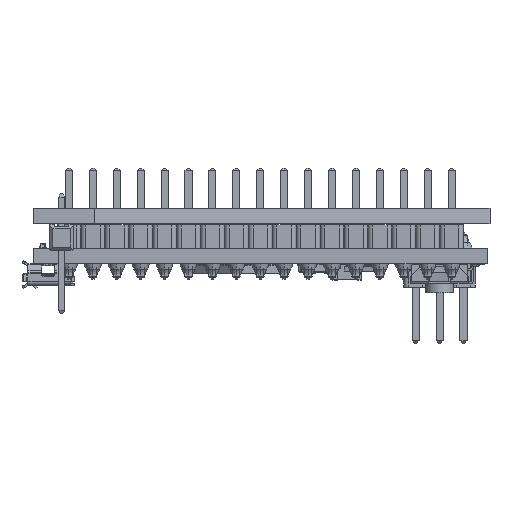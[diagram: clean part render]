
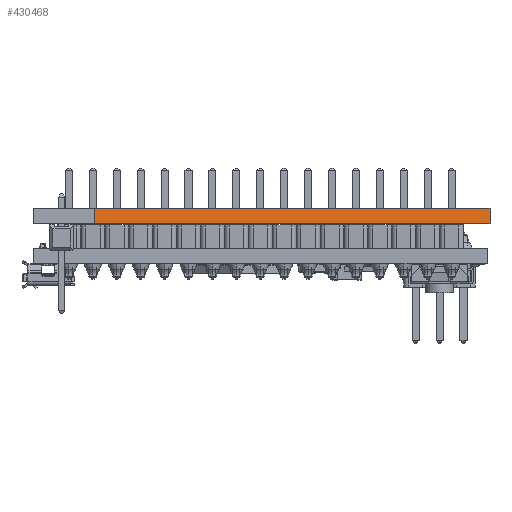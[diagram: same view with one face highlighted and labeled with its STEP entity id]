
A CAD part, left-side view. The second image highlights one B-rep face of the part: STEP entity #430468.
In plain terms, the highlighted planar face has unit normal (-0.841, -0.541, 0).
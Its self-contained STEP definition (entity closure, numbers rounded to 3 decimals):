
#427451 = PLANE('',#427452);
#427452 = AXIS2_PLACEMENT_3D('',#427453,#427454,#427455);
#427453 = CARTESIAN_POINT('',(146.5,-91.84,1.6));
#427454 = DIRECTION('',(0.,0.,1.));
#427455 = DIRECTION('',(1.,0.,-0.));
#427479 = PLANE('',#427480);
#427480 = AXIS2_PLACEMENT_3D('',#427481,#427482,#427483);
#427481 = CARTESIAN_POINT('',(108.,-73.5,0.));
#427482 = DIRECTION('',(1.,0.,-0.));
#427483 = DIRECTION('',(0.,-1.,0.));
#427505 = PLANE('',#427506);
#427506 = AXIS2_PLACEMENT_3D('',#427507,#427508,#427509);
#427507 = CARTESIAN_POINT('',(146.5,-91.84,0.));
#427508 = DIRECTION('',(0.,0.,1.));
#427509 = DIRECTION('',(1.,0.,-0.));
#427598 = VERTEX_POINT('',#427599);
#427599 = CARTESIAN_POINT('',(108.,-80.,1.6));
#427620 = EDGE_CURVE('',#427621,#427598,#427623,.T.);
#427621 = VERTEX_POINT('',#427622);
#427622 = CARTESIAN_POINT('',(108.,-80.,0.));
#427623 = SURFACE_CURVE('',#427624,(#427628,#427635),.PCURVE_S1.);
#427624 = LINE('',#427625,#427626);
#427625 = CARTESIAN_POINT('',(108.,-80.,0.));
#427626 = VECTOR('',#427627,1.);
#427627 = DIRECTION('',(0.,0.,1.));
#427628 = PCURVE('',#427479,#427629);
#427629 = DEFINITIONAL_REPRESENTATION('',(#427630),#427634);
#427630 = LINE('',#427631,#427632);
#427631 = CARTESIAN_POINT('',(6.5,0.));
#427632 = VECTOR('',#427633,1.);
#427633 = DIRECTION('',(0.,-1.));
#427634 = ( GEOMETRIC_REPRESENTATION_CONTEXT(2) 
PARAMETRIC_REPRESENTATION_CONTEXT() REPRESENTATION_CONTEXT('2D SPACE',''
  ) );
#427635 = PCURVE('',#427636,#427641);
#427636 = PLANE('',#427637);
#427637 = AXIS2_PLACEMENT_3D('',#427638,#427639,#427640);
#427638 = CARTESIAN_POINT('',(108.,-80.,0.));
#427639 = DIRECTION('',(0.841,0.541,-0.));
#427640 = DIRECTION('',(0.541,-0.841,0.));
#427641 = DEFINITIONAL_REPRESENTATION('',(#427642),#427646);
#427642 = LINE('',#427643,#427644);
#427643 = CARTESIAN_POINT('',(0.,0.));
#427644 = VECTOR('',#427645,1.);
#427645 = DIRECTION('',(0.,-1.));
#427646 = ( GEOMETRIC_REPRESENTATION_CONTEXT(2) 
PARAMETRIC_REPRESENTATION_CONTEXT() REPRESENTATION_CONTEXT('2D SPACE',''
  ) );
#427674 = EDGE_CURVE('',#427621,#427675,#427677,.T.);
#427675 = VERTEX_POINT('',#427676);
#427676 = CARTESIAN_POINT('',(135.,-122.,0.));
#427677 = SURFACE_CURVE('',#427678,(#427682,#427689),.PCURVE_S1.);
#427678 = LINE('',#427679,#427680);
#427679 = CARTESIAN_POINT('',(108.,-80.,0.));
#427680 = VECTOR('',#427681,1.);
#427681 = DIRECTION('',(0.541,-0.841,0.));
#427682 = PCURVE('',#427505,#427683);
#427683 = DEFINITIONAL_REPRESENTATION('',(#427684),#427688);
#427684 = LINE('',#427685,#427686);
#427685 = CARTESIAN_POINT('',(-38.5,11.84));
#427686 = VECTOR('',#427687,1.);
#427687 = DIRECTION('',(0.541,-0.841));
#427688 = ( GEOMETRIC_REPRESENTATION_CONTEXT(2) 
PARAMETRIC_REPRESENTATION_CONTEXT() REPRESENTATION_CONTEXT('2D SPACE',''
  ) );
#427689 = PCURVE('',#427636,#427690);
#427690 = DEFINITIONAL_REPRESENTATION('',(#427691),#427695);
#427691 = LINE('',#427692,#427693);
#427692 = CARTESIAN_POINT('',(0.,0.));
#427693 = VECTOR('',#427694,1.);
#427694 = DIRECTION('',(1.,0.));
#427695 = ( GEOMETRIC_REPRESENTATION_CONTEXT(2) 
PARAMETRIC_REPRESENTATION_CONTEXT() REPRESENTATION_CONTEXT('2D SPACE',''
  ) );
#427713 = PLANE('',#427714);
#427714 = AXIS2_PLACEMENT_3D('',#427715,#427716,#427717);
#427715 = CARTESIAN_POINT('',(135.,-122.,0.));
#427716 = DIRECTION('',(0.,1.,0.));
#427717 = DIRECTION('',(1.,0.,0.));
#429178 = EDGE_CURVE('',#427598,#429179,#429181,.T.);
#429179 = VERTEX_POINT('',#429180);
#429180 = CARTESIAN_POINT('',(135.,-122.,1.6));
#429181 = SURFACE_CURVE('',#429182,(#429186,#429193),.PCURVE_S1.);
#429182 = LINE('',#429183,#429184);
#429183 = CARTESIAN_POINT('',(108.,-80.,1.6));
#429184 = VECTOR('',#429185,1.);
#429185 = DIRECTION('',(0.541,-0.841,0.));
#429186 = PCURVE('',#427451,#429187);
#429187 = DEFINITIONAL_REPRESENTATION('',(#429188),#429192);
#429188 = LINE('',#429189,#429190);
#429189 = CARTESIAN_POINT('',(-38.5,11.84));
#429190 = VECTOR('',#429191,1.);
#429191 = DIRECTION('',(0.541,-0.841));
#429192 = ( GEOMETRIC_REPRESENTATION_CONTEXT(2) 
PARAMETRIC_REPRESENTATION_CONTEXT() REPRESENTATION_CONTEXT('2D SPACE',''
  ) );
#429193 = PCURVE('',#427636,#429194);
#429194 = DEFINITIONAL_REPRESENTATION('',(#429195),#429199);
#429195 = LINE('',#429196,#429197);
#429196 = CARTESIAN_POINT('',(0.,-1.6));
#429197 = VECTOR('',#429198,1.);
#429198 = DIRECTION('',(1.,0.));
#429199 = ( GEOMETRIC_REPRESENTATION_CONTEXT(2) 
PARAMETRIC_REPRESENTATION_CONTEXT() REPRESENTATION_CONTEXT('2D SPACE',''
  ) );
#430468 = ADVANCED_FACE('',(#430469),#427636,.F.);
#430469 = FACE_BOUND('',#430470,.F.);
#430470 = EDGE_LOOP('',(#430471,#430472,#430473,#430494));
#430471 = ORIENTED_EDGE('',*,*,#427620,.T.);
#430472 = ORIENTED_EDGE('',*,*,#429178,.T.);
#430473 = ORIENTED_EDGE('',*,*,#430474,.F.);
#430474 = EDGE_CURVE('',#427675,#429179,#430475,.T.);
#430475 = SURFACE_CURVE('',#430476,(#430480,#430487),.PCURVE_S1.);
#430476 = LINE('',#430477,#430478);
#430477 = CARTESIAN_POINT('',(135.,-122.,0.));
#430478 = VECTOR('',#430479,1.);
#430479 = DIRECTION('',(0.,0.,1.));
#430480 = PCURVE('',#427636,#430481);
#430481 = DEFINITIONAL_REPRESENTATION('',(#430482),#430486);
#430482 = LINE('',#430483,#430484);
#430483 = CARTESIAN_POINT('',(49.93,0.));
#430484 = VECTOR('',#430485,1.);
#430485 = DIRECTION('',(0.,-1.));
#430486 = ( GEOMETRIC_REPRESENTATION_CONTEXT(2) 
PARAMETRIC_REPRESENTATION_CONTEXT() REPRESENTATION_CONTEXT('2D SPACE',''
  ) );
#430487 = PCURVE('',#427713,#430488);
#430488 = DEFINITIONAL_REPRESENTATION('',(#430489),#430493);
#430489 = LINE('',#430490,#430491);
#430490 = CARTESIAN_POINT('',(0.,0.));
#430491 = VECTOR('',#430492,1.);
#430492 = DIRECTION('',(0.,-1.));
#430493 = ( GEOMETRIC_REPRESENTATION_CONTEXT(2) 
PARAMETRIC_REPRESENTATION_CONTEXT() REPRESENTATION_CONTEXT('2D SPACE',''
  ) );
#430494 = ORIENTED_EDGE('',*,*,#427674,.F.);
